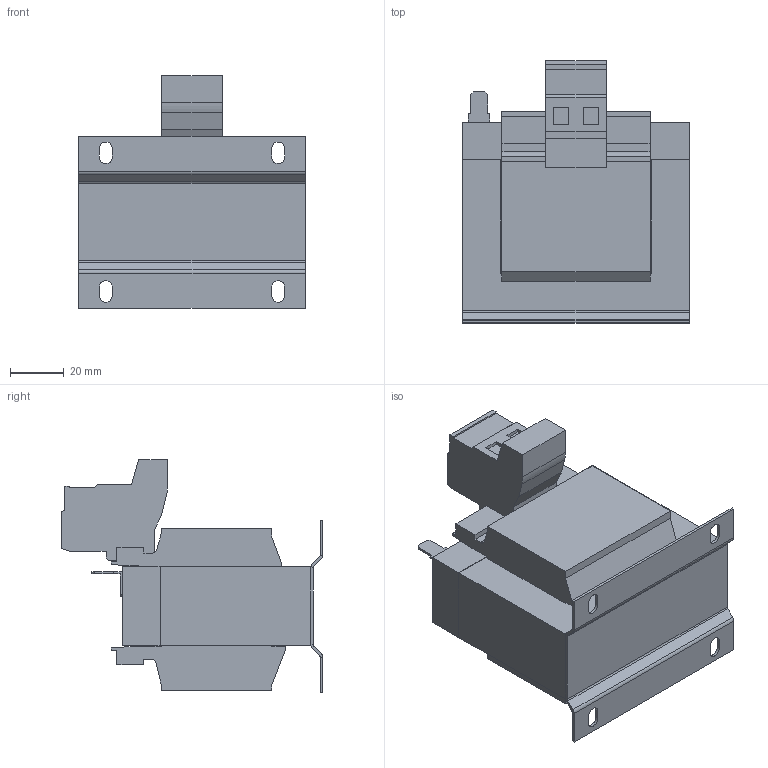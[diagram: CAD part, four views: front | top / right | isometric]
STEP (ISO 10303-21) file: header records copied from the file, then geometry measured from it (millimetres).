
FILE_DESCRIPTION (( 'STEP AP214' ), '1' );
FILE_NAME ('202446.STEP', '2020-05-29T00:20:07', ( '' ), ( '' ), 'SwSTEP 2.0', 'SolidWorks 2018', '' );
FILE_SCHEMA (( 'AUTOMOTIVE_DESIGN' ));
Length unit declared in the file: millimetre
Products named in the file (1): 202446
Bounding box: 84 x 97.25 x 86.4 mm (x, y, z)
Volume: 284276.1 mm3; surface area: 51418 mm2
Topology: 1 solids, 1 shells, 176 faces, 461 edges, 290 vertices
Faces by surface type: plane 149, cylinder 27
Entity records: 5343 total; most frequent: CARTESIAN_POINT 928, ORIENTED_EDGE 922, DIRECTION 871, EDGE_CURVE 461, VECTOR 405, LINE 405, VERTEX_POINT 290, AXIS2_PLACEMENT_3D 233
